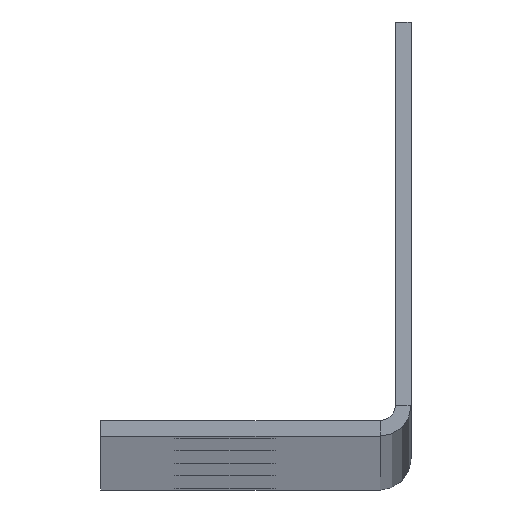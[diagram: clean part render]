
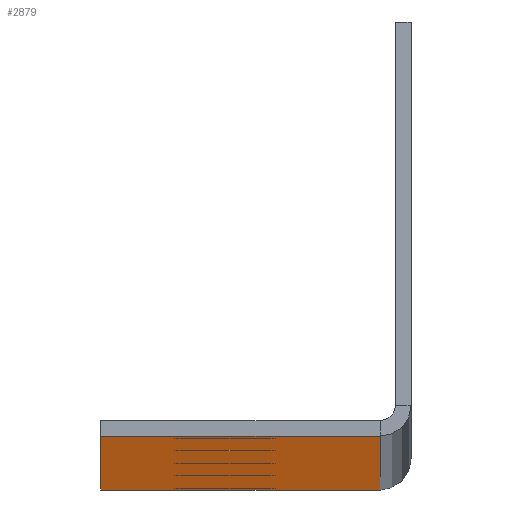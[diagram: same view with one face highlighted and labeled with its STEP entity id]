
A CAD part, top view. The second image highlights one B-rep face of the part: STEP entity #2879.
In plain terms, the highlighted planar face has unit normal (0, -1, 0).
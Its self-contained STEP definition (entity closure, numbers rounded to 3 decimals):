
#12 = VERTEX_POINT ( 'NONE', #4449 ) ;
#18 = DIRECTION ( 'NONE',  ( 0., 0., 1. ) ) ;
#66 = AXIS2_PLACEMENT_3D ( 'NONE', #1675, #3227, #825 ) ;
#216 = DIRECTION ( 'NONE',  ( 0., 0., 1. ) ) ;
#265 = VECTOR ( 'NONE', #5350, 1000. ) ;
#267 = PLANE ( 'NONE',  #3087 ) ;
#269 = ORIENTED_EDGE ( 'NONE', *, *, #4237, .F. ) ;
#430 = ORIENTED_EDGE ( 'NONE', *, *, #4523, .T. ) ;
#520 = DIRECTION ( 'NONE',  ( 0., 1., 0. ) ) ;
#560 = DIRECTION ( 'NONE',  ( 0., 0., 1. ) ) ;
#572 = AXIS2_PLACEMENT_3D ( 'NONE', #5085, #5534, #3638 ) ;
#584 = DIRECTION ( 'NONE',  ( 0., 1., 0. ) ) ;
#746 = EDGE_CURVE ( 'NONE', #4990, #3452, #5082, .T. ) ;
#766 = DIRECTION ( 'NONE',  ( 0., 0., 1. ) ) ;
#786 = DIRECTION ( 'NONE',  ( 0., 1., 0. ) ) ;
#800 = FACE_BOUND ( 'NONE', #948, .T. ) ;
#825 = DIRECTION ( 'NONE',  ( 0., 0., 1. ) ) ;
#831 = DIRECTION ( 'NONE',  ( 1., 0., 0. ) ) ;
#849 = AXIS2_PLACEMENT_3D ( 'NONE', #3434, #5357, #560 ) ;
#948 = EDGE_LOOP ( 'NONE', ( #3557, #4077 ) ) ;
#971 = CIRCLE ( 'NONE', #5711, 3.25 ) ;
#989 = CARTESIAN_POINT ( 'NONE',  ( 18., -1., 1989. ) ) ;
#1025 = DIRECTION ( 'NONE',  ( 0., 0., 1. ) ) ;
#1070 = CIRCLE ( 'NONE', #4599, 3.25 ) ;
#1114 = CARTESIAN_POINT ( 'NONE',  ( 18., -1., 0. ) ) ;
#1135 = ORIENTED_EDGE ( 'NONE', *, *, #746, .T. ) ;
#1203 = FACE_BOUND ( 'NONE', #1645, .T. ) ;
#1209 = VERTEX_POINT ( 'NONE', #1114 ) ;
#1285 = VECTOR ( 'NONE', #1695, 1000. ) ;
#1328 = FACE_OUTER_BOUND ( 'NONE', #2616, .T. ) ;
#1388 = CARTESIAN_POINT ( 'NONE',  ( 8., -1., 997.75 ) ) ;
#1455 = VERTEX_POINT ( 'NONE', #3945 ) ;
#1474 = CIRCLE ( 'NONE', #4800, 3.25 ) ;
#1477 = CIRCLE ( 'NONE', #2590, 3.25 ) ;
#1530 = CARTESIAN_POINT ( 'NONE',  ( 8., -1., 1919.5 ) ) ;
#1645 = EDGE_LOOP ( 'NONE', ( #4606, #430 ) ) ;
#1675 = CARTESIAN_POINT ( 'NONE',  ( 8., -1., 1919.5 ) ) ;
#1695 = DIRECTION ( 'NONE',  ( 0., 0., -1. ) ) ;
#1722 = DIRECTION ( 'NONE',  ( 0., 0., 1. ) ) ;
#1762 = EDGE_LOOP ( 'NONE', ( #1135, #3510 ) ) ;
#1967 = LINE ( 'NONE', #2888, #265 ) ;
#2028 = EDGE_LOOP ( 'NONE', ( #3912, #3284 ) ) ;
#2114 = ORIENTED_EDGE ( 'NONE', *, *, #3815, .T. ) ;
#2213 = VERTEX_POINT ( 'NONE', #4846 ) ;
#2221 = CARTESIAN_POINT ( 'NONE',  ( 0., -1., 1989. ) ) ;
#2228 = ORIENTED_EDGE ( 'NONE', *, *, #4073, .F. ) ;
#2419 = CARTESIAN_POINT ( 'NONE',  ( 8., -1., 991.25 ) ) ;
#2567 = VERTEX_POINT ( 'NONE', #6147 ) ;
#2580 = EDGE_CURVE ( 'NONE', #12, #5905, #971, .T. ) ;
#2590 = AXIS2_PLACEMENT_3D ( 'NONE', #5576, #786, #4754 ) ;
#2600 = DIRECTION ( 'NONE',  ( 0., 0., 1. ) ) ;
#2616 = EDGE_LOOP ( 'NONE', ( #2114, #269, #2228, #5628 ) ) ;
#2648 = VERTEX_POINT ( 'NONE', #5224 ) ;
#2668 = DIRECTION ( 'NONE',  ( 0., 1., 0. ) ) ;
#2724 = CARTESIAN_POINT ( 'NONE',  ( 8., -1., 1457. ) ) ;
#2835 = EDGE_CURVE ( 'NONE', #2648, #3451, #5910, .T. ) ;
#2847 = DIRECTION ( 'NONE',  ( 0., 0., -1. ) ) ;
#2862 = EDGE_CURVE ( 'NONE', #5905, #12, #1474, .T. ) ;
#2879 = ADVANCED_FACE ( 'NONE', ( #5054, #5595, #1328, #6073, #800, #1203 ), #267, .F. ) ;
#2888 = CARTESIAN_POINT ( 'NONE',  ( 0., -1., 0. ) ) ;
#2957 = CARTESIAN_POINT ( 'NONE',  ( 18., -1., 1989. ) ) ;
#2973 = EDGE_CURVE ( 'NONE', #3261, #2213, #5215, .T. ) ;
#3087 = AXIS2_PLACEMENT_3D ( 'NONE', #3665, #6008, #4075 ) ;
#3216 = CARTESIAN_POINT ( 'NONE',  ( 8., -1., 528.75 ) ) ;
#3227 = DIRECTION ( 'NONE',  ( 0., 1., 0. ) ) ;
#3240 = CARTESIAN_POINT ( 'NONE',  ( 8., -1., 532. ) ) ;
#3241 = CARTESIAN_POINT ( 'NONE',  ( 8., -1., 1460.25 ) ) ;
#3261 = VERTEX_POINT ( 'NONE', #3216 ) ;
#3284 = ORIENTED_EDGE ( 'NONE', *, *, #5712, .T. ) ;
#3306 = EDGE_CURVE ( 'NONE', #3452, #4990, #1477, .T. ) ;
#3391 = VECTOR ( 'NONE', #831, 1000. ) ;
#3424 = EDGE_CURVE ( 'NONE', #1455, #5651, #1070, .T. ) ;
#3434 = CARTESIAN_POINT ( 'NONE',  ( 8., -1., 994.5 ) ) ;
#3451 = VERTEX_POINT ( 'NONE', #4369 ) ;
#3452 = VERTEX_POINT ( 'NONE', #2419 ) ;
#3485 = CIRCLE ( 'NONE', #5723, 3.25 ) ;
#3510 = ORIENTED_EDGE ( 'NONE', *, *, #3306, .T. ) ;
#3557 = ORIENTED_EDGE ( 'NONE', *, *, #2862, .T. ) ;
#3621 = CARTESIAN_POINT ( 'NONE',  ( 8., -1., 69.5 ) ) ;
#3638 = DIRECTION ( 'NONE',  ( 0., 0., 1. ) ) ;
#3649 = CARTESIAN_POINT ( 'NONE',  ( 0., -1., 1989. ) ) ;
#3665 = CARTESIAN_POINT ( 'NONE',  ( 0., -1., 1989. ) ) ;
#3693 = EDGE_CURVE ( 'NONE', #2213, #3261, #3485, .T. ) ;
#3767 = DIRECTION ( 'NONE',  ( 0., 1., 0. ) ) ;
#3815 = EDGE_CURVE ( 'NONE', #5159, #1209, #1967, .T. ) ;
#3912 = ORIENTED_EDGE ( 'NONE', *, *, #2835, .T. ) ;
#3945 = CARTESIAN_POINT ( 'NONE',  ( 8., -1., 1922.75 ) ) ;
#4073 = EDGE_CURVE ( 'NONE', #2567, #5218, #5537, .T. ) ;
#4075 = DIRECTION ( 'NONE',  ( 0., 0., 1. ) ) ;
#4077 = ORIENTED_EDGE ( 'NONE', *, *, #2580, .T. ) ;
#4113 = DIRECTION ( 'NONE',  ( 0., 1., 0. ) ) ;
#4237 = EDGE_CURVE ( 'NONE', #5218, #1209, #4265, .T. ) ;
#4265 = LINE ( 'NONE', #989, #5710 ) ;
#4369 = CARTESIAN_POINT ( 'NONE',  ( 8., -1., 66.25 ) ) ;
#4376 = CARTESIAN_POINT ( 'NONE',  ( 0., -1., 0. ) ) ;
#4449 = CARTESIAN_POINT ( 'NONE',  ( 8., -1., 1453.75 ) ) ;
#4463 = CARTESIAN_POINT ( 'NONE',  ( 8., -1., 1916.25 ) ) ;
#4523 = EDGE_CURVE ( 'NONE', #5651, #1455, #5406, .T. ) ;
#4548 = EDGE_LOOP ( 'NONE', ( #5523, #5430 ) ) ;
#4599 = AXIS2_PLACEMENT_3D ( 'NONE', #1530, #6243, #1025 ) ;
#4606 = ORIENTED_EDGE ( 'NONE', *, *, #3424, .T. ) ;
#4612 = CIRCLE ( 'NONE', #5324, 3.25 ) ;
#4754 = DIRECTION ( 'NONE',  ( 0., 0., 1. ) ) ;
#4800 = AXIS2_PLACEMENT_3D ( 'NONE', #2724, #4113, #766 ) ;
#4846 = CARTESIAN_POINT ( 'NONE',  ( 8., -1., 535.25 ) ) ;
#4990 = VERTEX_POINT ( 'NONE', #1388 ) ;
#5054 = FACE_BOUND ( 'NONE', #4548, .T. ) ;
#5082 = CIRCLE ( 'NONE', #849, 3.25 ) ;
#5085 = CARTESIAN_POINT ( 'NONE',  ( 8., -1., 532. ) ) ;
#5159 = VERTEX_POINT ( 'NONE', #4376 ) ;
#5208 = AXIS2_PLACEMENT_3D ( 'NONE', #5911, #584, #2600 ) ;
#5215 = CIRCLE ( 'NONE', #572, 3.25 ) ;
#5218 = VERTEX_POINT ( 'NONE', #2957 ) ;
#5224 = CARTESIAN_POINT ( 'NONE',  ( 8., -1., 72.75 ) ) ;
#5324 = AXIS2_PLACEMENT_3D ( 'NONE', #3621, #2668, #216 ) ;
#5350 = DIRECTION ( 'NONE',  ( 1., 0., 0. ) ) ;
#5357 = DIRECTION ( 'NONE',  ( 0., 1., 0. ) ) ;
#5406 = CIRCLE ( 'NONE', #66, 3.25 ) ;
#5430 = ORIENTED_EDGE ( 'NONE', *, *, #2973, .T. ) ;
#5523 = ORIENTED_EDGE ( 'NONE', *, *, #3693, .T. ) ;
#5534 = DIRECTION ( 'NONE',  ( 0., 1., 0. ) ) ;
#5537 = LINE ( 'NONE', #2221, #3391 ) ;
#5576 = CARTESIAN_POINT ( 'NONE',  ( 8., -1., 994.5 ) ) ;
#5595 = FACE_BOUND ( 'NONE', #2028, .T. ) ;
#5628 = ORIENTED_EDGE ( 'NONE', *, *, #5694, .T. ) ;
#5651 = VERTEX_POINT ( 'NONE', #4463 ) ;
#5694 = EDGE_CURVE ( 'NONE', #2567, #5159, #6023, .T. ) ;
#5710 = VECTOR ( 'NONE', #2847, 1000. ) ;
#5711 = AXIS2_PLACEMENT_3D ( 'NONE', #6052, #520, #18 ) ;
#5712 = EDGE_CURVE ( 'NONE', #3451, #2648, #4612, .T. ) ;
#5723 = AXIS2_PLACEMENT_3D ( 'NONE', #3240, #3767, #1722 ) ;
#5905 = VERTEX_POINT ( 'NONE', #3241 ) ;
#5910 = CIRCLE ( 'NONE', #5208, 3.25 ) ;
#5911 = CARTESIAN_POINT ( 'NONE',  ( 8., -1., 69.5 ) ) ;
#6008 = DIRECTION ( 'NONE',  ( 0., 1., 0. ) ) ;
#6023 = LINE ( 'NONE', #3649, #1285 ) ;
#6052 = CARTESIAN_POINT ( 'NONE',  ( 8., -1., 1457. ) ) ;
#6073 = FACE_BOUND ( 'NONE', #1762, .T. ) ;
#6147 = CARTESIAN_POINT ( 'NONE',  ( 0., -1., 1989. ) ) ;
#6243 = DIRECTION ( 'NONE',  ( 0., 1., 0. ) ) ;
